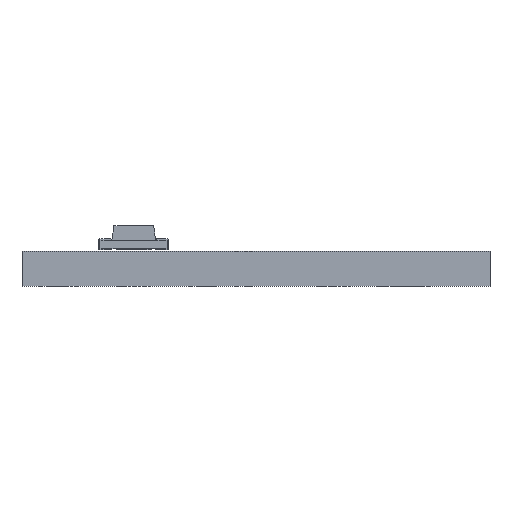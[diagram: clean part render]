
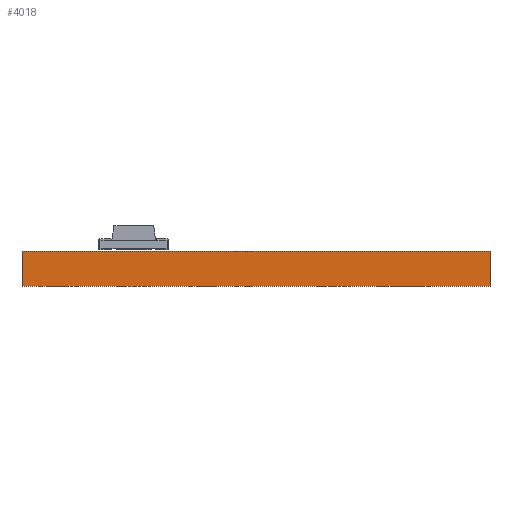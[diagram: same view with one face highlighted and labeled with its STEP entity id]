
A CAD part, front view. The second image highlights one B-rep face of the part: STEP entity #4018.
In plain terms, the highlighted planar face has unit normal (0, -1, 0).
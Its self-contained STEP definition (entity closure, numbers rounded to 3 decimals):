
#4018 = ADVANCED_FACE('',(#4019),#4053,.T.);
#4019 = FACE_BOUND('',#4020,.T.);
#4020 = EDGE_LOOP('',(#4021,#4031,#4039,#4047));
#4021 = ORIENTED_EDGE('',*,*,#4022,.T.);
#4022 = EDGE_CURVE('',#4023,#4025,#4027,.T.);
#4023 = VERTEX_POINT('',#4024);
#4024 = CARTESIAN_POINT('',(21.273,-0.,0.));
#4025 = VERTEX_POINT('',#4026);
#4026 = CARTESIAN_POINT('',(21.273,0.,1.6));
#4027 = LINE('',#4028,#4029);
#4028 = CARTESIAN_POINT('',(21.273,-0.,0.));
#4029 = VECTOR('',#4030,1.);
#4030 = DIRECTION('',(0.,0.,1.));
#4031 = ORIENTED_EDGE('',*,*,#4032,.T.);
#4032 = EDGE_CURVE('',#4025,#4033,#4035,.T.);
#4033 = VERTEX_POINT('',#4034);
#4034 = CARTESIAN_POINT('',(0.,0.,1.6));
#4035 = LINE('',#4036,#4037);
#4036 = CARTESIAN_POINT('',(21.273,0.,1.6));
#4037 = VECTOR('',#4038,1.);
#4038 = DIRECTION('',(-1.,0.,0.));
#4039 = ORIENTED_EDGE('',*,*,#4040,.F.);
#4040 = EDGE_CURVE('',#4041,#4033,#4043,.T.);
#4041 = VERTEX_POINT('',#4042);
#4042 = CARTESIAN_POINT('',(0.,-0.,0.));
#4043 = LINE('',#4044,#4045);
#4044 = CARTESIAN_POINT('',(0.,-0.,0.));
#4045 = VECTOR('',#4046,1.);
#4046 = DIRECTION('',(0.,0.,1.));
#4047 = ORIENTED_EDGE('',*,*,#4048,.F.);
#4048 = EDGE_CURVE('',#4023,#4041,#4049,.T.);
#4049 = LINE('',#4050,#4051);
#4050 = CARTESIAN_POINT('',(21.273,-0.,0.));
#4051 = VECTOR('',#4052,1.);
#4052 = DIRECTION('',(-1.,0.,0.));
#4053 = PLANE('',#4054);
#4054 = AXIS2_PLACEMENT_3D('',#4055,#4056,#4057);
#4055 = CARTESIAN_POINT('',(21.273,0.,0.));
#4056 = DIRECTION('',(0.,-1.,0.));
#4057 = DIRECTION('',(-1.,0.,0.));
